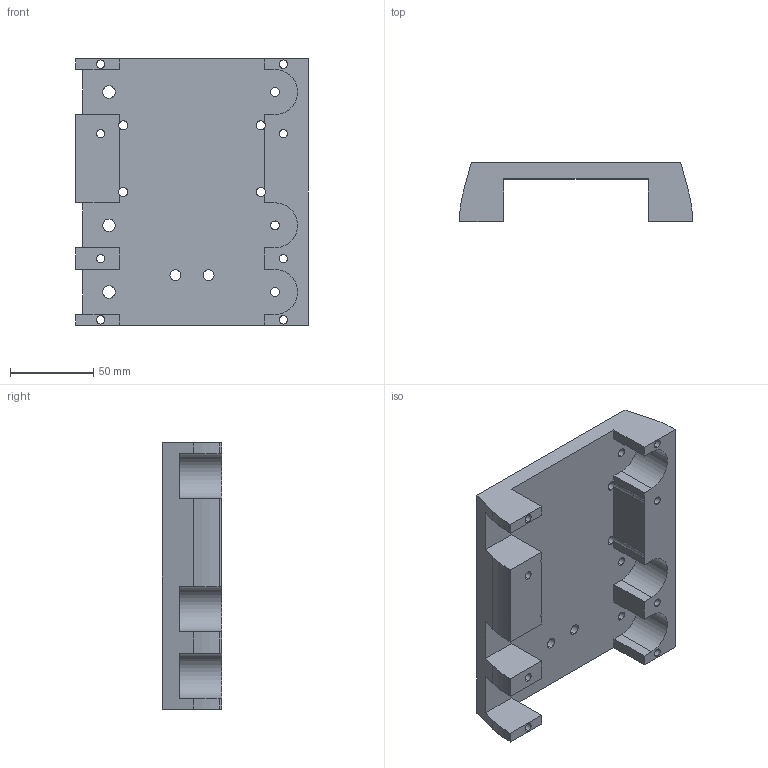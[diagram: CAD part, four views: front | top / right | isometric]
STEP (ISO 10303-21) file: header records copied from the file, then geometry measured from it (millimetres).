
FILE_DESCRIPTION (( 'STEP AP214' ), '1' );
FILE_NAME ('g³owica2.STEP', '2025-05-14T15:08:09', ( '' ), ( '' ), 'SwSTEP 2.0', 'SolidWorks 2022', '' );
FILE_SCHEMA (( 'AUTOMOTIVE_DESIGN' ));
Length unit declared in the file: millimetre
Products named in the file (1): głowica2
Bounding box: 139.7 x 35.5 x 160 mm (x, y, z)
Volume: 312781 mm3; surface area: 74539 mm2
Topology: 1 solids, 1 shells, 90 faces, 274 edges, 182 vertices
Faces by surface type: cylinder 50, plane 40
Entity records: 3222 total; most frequent: DIRECTION 562, ORIENTED_EDGE 548, CARTESIAN_POINT 547, EDGE_CURVE 274, AXIS2_PLACEMENT_3D 197, VERTEX_POINT 182, LINE 168, VECTOR 168
